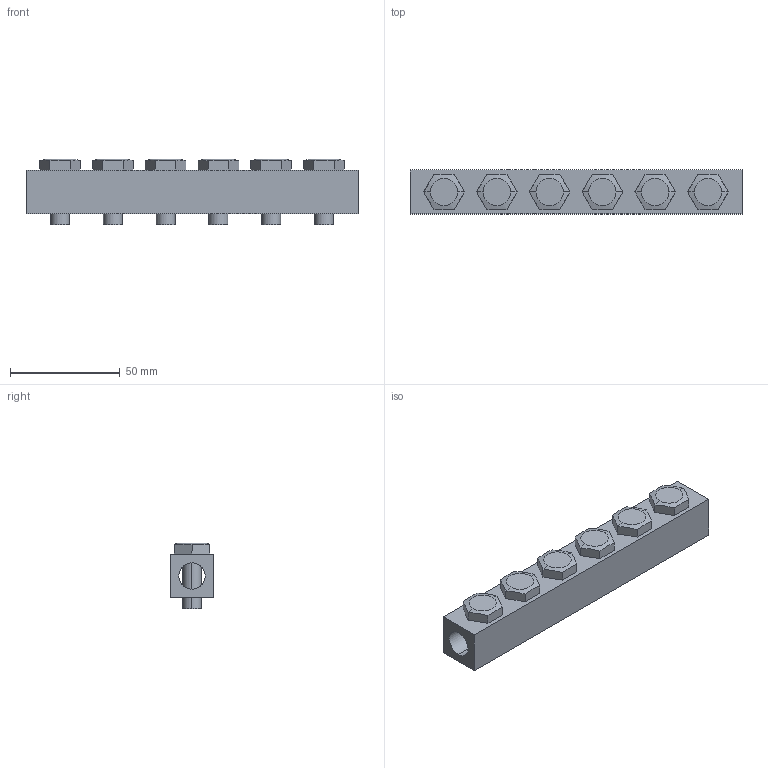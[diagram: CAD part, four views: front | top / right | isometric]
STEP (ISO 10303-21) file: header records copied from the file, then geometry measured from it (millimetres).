
FILE_DESCRIPTION((''),'2;1');
FILE_NAME('00_046_3.stp','2002-11-27T20:55:34',('Branislav Petkovic'),('AZ Pneumatica'),'AutoCAD STEP 2000i','AutoCAD 2000i','Via J. F. Kennedy, 26, 20020 Misinto (MI), ITALY');
FILE_SCHEMA(('CONFIG_CONTROL_DESIGN'));
Length unit declared in the file: millimetre
Products named in the file (3): 00_046_3; PART1; PART2
Assembly tree (7 placements, depth 2):
  00_046_3
    PART1
    PART2  x6
Bounding box: 151 x 20 x 30 mm (x, y, z)
Surface area: 26531 mm2 (no closed solid volume)
Topology: 0 solids, 7 shells, 110 faces, 282 edges, 180 vertices
Faces by surface type: plane 60, cylinder 38, cone 12
Entity records: 2499 total; most frequent: CARTESIAN_POINT 1101, ORIENTED_EDGE 284, DIRECTION 240, EDGE_CURVE 142, VERTEX_POINT 90, AXIS2_PLACEMENT_3D 87, VECTOR 66, LINE 66
